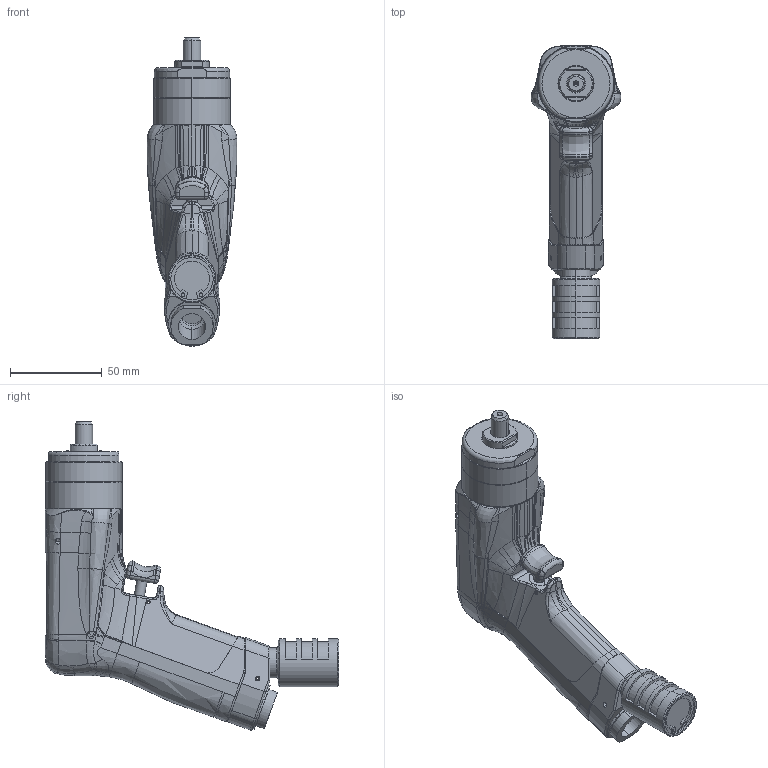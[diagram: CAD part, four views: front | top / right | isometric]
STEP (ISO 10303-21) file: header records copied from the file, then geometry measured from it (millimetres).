
FILE_DESCRIPTION((''),'2;1');
FILE_NAME('EXTTTT_COMP_SW0001','2023-03-21T01:37:42',('INEdipo'),(''),'CREO PARAMETRIC BY PTC INC, 2020281','CREO PARAMETRIC BY PTC INC, 2020281','');
FILE_SCHEMA(('CONFIG_CONTROL_DESIGN'));
Length unit declared in the file: inch
Products named in the file (1): EXTTTT_COMP_SW0001
Bounding box: 48.94 x 159.62 x 167.64 mm (x, y, z)
Volume: 243543.7 mm3; surface area: 52237.6 mm2
Topology: 3 solids, 4 shells, 706 faces, 1680 edges, 1000 vertices
Faces by surface type: bspline 311, cylinder 167, plane 123, cone 74, torus 23, sphere 6, extrusion 2
Entity records: 33961 total; most frequent: CARTESIAN_POINT 19703, ORIENTED_EDGE 3342, DIRECTION 2397, EDGE_CURVE 1671, VERTEX_POINT 1000, AXIS2_PLACEMENT_3D 983, EDGE_LOOP 755, FACE_OUTER_BOUND 706
